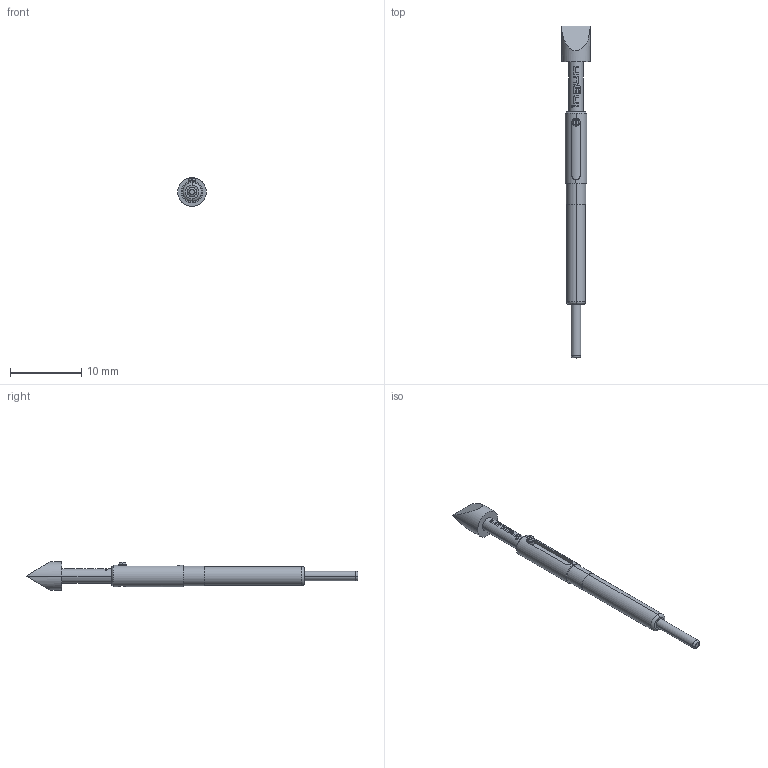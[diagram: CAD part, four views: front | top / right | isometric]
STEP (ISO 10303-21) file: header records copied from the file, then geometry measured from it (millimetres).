
FILE_DESCRIPTION (( 'STEP AP203' ), '1' );
FILE_NAME ('INGUN_GKS-714_223_400_A_xx10.STEP', '2021-12-09T07:47:02', ( 'ochi' ), ( '' ), 'SwSTEP 2.0', 'SolidWorks 2018', '' );
FILE_SCHEMA (( 'CONFIG_CONTROL_DESIGN' ));
Length unit declared in the file: millimetre
Products named in the file (1): INGUN_GKS-714_223_400_A_xx10
Bounding box: 4 x 46.5 x 4 mm (x, y, z)
Volume: 236.5 mm3; surface area: 405.1 mm2
Topology: 1 solids, 1 shells, 118 faces, 296 edges, 192 vertices
Faces by surface type: bspline 58, cylinder 30, plane 21, cone 5, torus 4
Entity records: 4925 total; most frequent: CARTESIAN_POINT 2575, ORIENTED_EDGE 592, EDGE_CURVE 296, DIRECTION 250, B_SPLINE_CURVE_WITH_KNOTS 206, VERTEX_POINT 192, EDGE_LOOP 130, FACE_OUTER_BOUND 118
